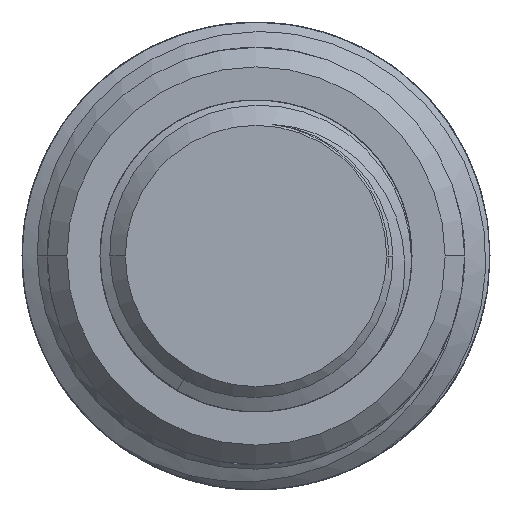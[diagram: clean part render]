
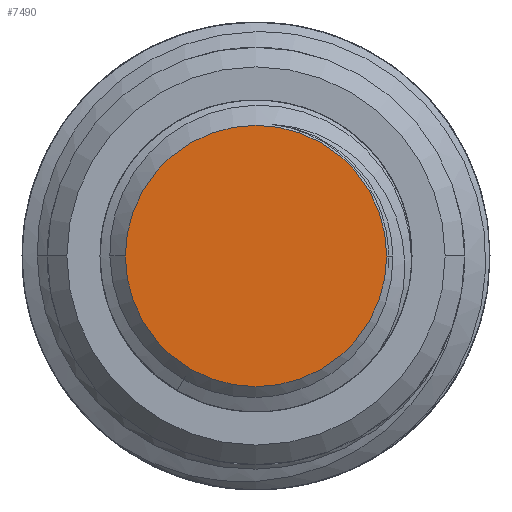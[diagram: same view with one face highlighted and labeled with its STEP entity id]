
A CAD part, front view. The second image highlights one B-rep face of the part: STEP entity #7490.
In plain terms, the highlighted planar face has unit normal (0, -1, 0).
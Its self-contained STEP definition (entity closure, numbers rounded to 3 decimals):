
#1=CARTESIAN_POINT('',(0.,0.,0.));
#2=DIRECTION('',(0.,1.,0.));
#3=DIRECTION('',(1.,0.,0.));
#4=AXIS2_PLACEMENT_3D('',#1,#2,#3);
#6=CARTESIAN_POINT('',(0.,0.,0.));
#7=DIRECTION('',(0.,1.,0.));
#8=DIRECTION('',(0.,0.,-1.));
#9=AXIS2_PLACEMENT_3D('',#6,#7,#8);
#11=CARTESIAN_POINT('',(0.,0.,0.));
#12=DIRECTION('',(0.,1.,0.));
#13=DIRECTION('',(-1.,0.,0.));
#14=AXIS2_PLACEMENT_3D('',#11,#12,#13);
#16=CARTESIAN_POINT('',(0.,0.,0.));
#17=DIRECTION('',(0.,1.,0.));
#18=DIRECTION('',(0.,0.,1.));
#19=AXIS2_PLACEMENT_3D('',#16,#17,#18);
#6868=CARTESIAN_POINT('',(0.,0.,-3.35));
#6869=CARTESIAN_POINT('',(-3.35,0.,0.));
#6870=VERTEX_POINT('',#6868);
#6871=VERTEX_POINT('',#6869);
#6872=CARTESIAN_POINT('',(3.35,0.,0.));
#6873=VERTEX_POINT('',#6872);
#6874=CARTESIAN_POINT('',(0.,0.,3.35));
#6875=VERTEX_POINT('',#6874);
#7475=CARTESIAN_POINT('',(0.,0.,0.));
#7476=DIRECTION('',(0.,1.,0.));
#7477=DIRECTION('',(1.,0.,0.));
#7478=AXIS2_PLACEMENT_3D('',#7475,#7476,#7477);
#7479=PLANE('',#7478);
#7481=ORIENTED_EDGE('',*,*,#7480,.T.);
#7483=ORIENTED_EDGE('',*,*,#7482,.T.);
#7485=ORIENTED_EDGE('',*,*,#7484,.T.);
#7487=ORIENTED_EDGE('',*,*,#7486,.T.);
#7488=EDGE_LOOP('',(#7481,#7483,#7485,#7487));
#7489=FACE_OUTER_BOUND('',#7488,.F.);
#7490=ADVANCED_FACE('',(#7489),#7479,.F.);
#5=CIRCLE('',#4,3.35);
#10=CIRCLE('',#9,3.35);
#15=CIRCLE('',#14,3.35);
#20=CIRCLE('',#19,3.35);
#7480=EDGE_CURVE('',#6873,#6870,#5,.T.);
#7482=EDGE_CURVE('',#6870,#6871,#10,.T.);
#7484=EDGE_CURVE('',#6871,#6875,#15,.T.);
#7486=EDGE_CURVE('',#6875,#6873,#20,.T.);
